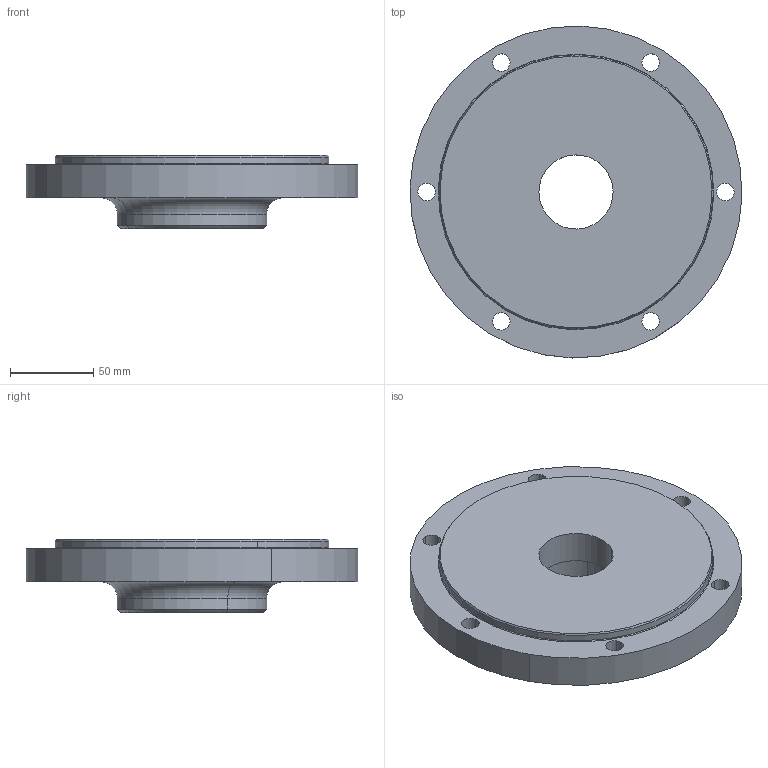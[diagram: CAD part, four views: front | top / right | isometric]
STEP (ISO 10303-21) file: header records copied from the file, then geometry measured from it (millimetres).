
FILE_DESCRIPTION(('CATIA V5 STEP Exchange'),'2;1');
FILE_NAME('Plateau dia 200.stp','2023-09-15T15:04:55+00:00',('none'),('none'),'CATIA Version 5-6 Release 2014 SP5','CATIA V5 STEP AP203','none');
FILE_SCHEMA(('CONFIG_CONTROL_DESIGN'));
Length unit declared in the file: millimetre
Products named in the file (1): Part2467
Bounding box: 199.94 x 199.94 x 44 mm (x, y, z)
Volume: 780006 mm3; surface area: 87560.7 mm2
Topology: 1 solids, 1 shells, 38 faces, 92 edges, 58 vertices
Faces by surface type: cylinder 22, cone 8, plane 4, torus 4
Entity records: 1080 total; most frequent: ORIENTED_EDGE 184, CARTESIAN_POINT 176, DIRECTION 142, EDGE_CURVE 92, AXIS2_PLACEMENT_3D 88, CIRCLE 62, VERTEX_POINT 58, EDGE_LOOP 54
